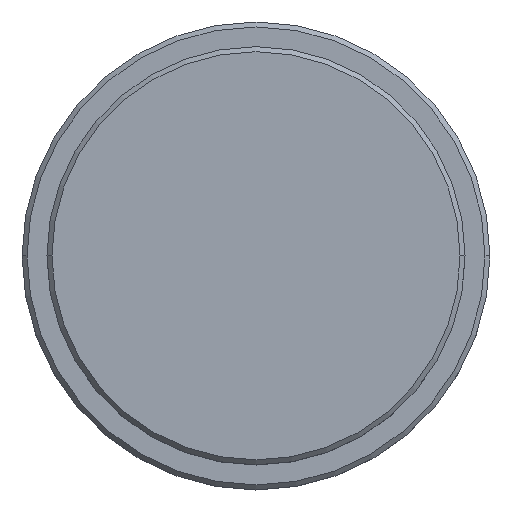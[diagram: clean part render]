
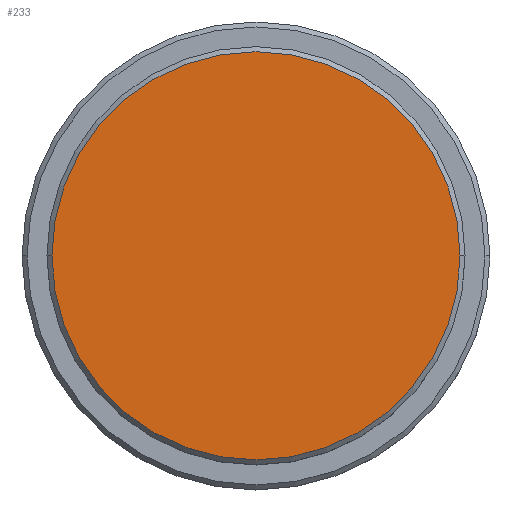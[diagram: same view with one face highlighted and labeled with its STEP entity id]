
A CAD part, top view. The second image highlights one B-rep face of the part: STEP entity #233.
In plain terms, the highlighted planar face has unit normal (0, 0, 1).
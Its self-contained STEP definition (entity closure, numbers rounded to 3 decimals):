
#19 = DIRECTION ( 'NONE',  ( 0., 0., 1. ) ) ;
#23 = DIRECTION ( 'NONE',  ( 0., 0., 1. ) ) ;
#65 = VERTEX_POINT ( 'NONE', #77 ) ;
#77 = CARTESIAN_POINT ( 'NONE',  ( 20.5, 0., 0. ) ) ;
#121 = DIRECTION ( 'NONE',  ( 0., 0., 1. ) ) ;
#135 = ORIENTED_EDGE ( 'NONE', *, *, #357, .T. ) ;
#214 = VERTEX_POINT ( 'NONE', #977 ) ;
#233 = ADVANCED_FACE ( 'NONE', ( #651 ), #1220, .T. ) ;
#238 = DIRECTION ( 'NONE',  ( 1., 0., 0. ) ) ;
#357 = EDGE_CURVE ( 'NONE', #214, #65, #1093, .T. ) ;
#362 = CARTESIAN_POINT ( 'NONE',  ( 0., 0., 0. ) ) ;
#425 = AXIS2_PLACEMENT_3D ( 'NONE', #362, #19, #926 ) ;
#459 = DIRECTION ( 'NONE',  ( 1., 0., 0. ) ) ;
#651 = FACE_OUTER_BOUND ( 'NONE', #809, .T. ) ;
#730 = EDGE_CURVE ( 'NONE', #65, #214, #873, .T. ) ;
#809 = EDGE_LOOP ( 'NONE', ( #135, #836 ) ) ;
#821 = AXIS2_PLACEMENT_3D ( 'NONE', #1018, #23, #459 ) ;
#836 = ORIENTED_EDGE ( 'NONE', *, *, #730, .T. ) ;
#873 = CIRCLE ( 'NONE', #425, 20.5 ) ;
#926 = DIRECTION ( 'NONE',  ( 1., 0., 0. ) ) ;
#977 = CARTESIAN_POINT ( 'NONE',  ( -20.5, 0., 0. ) ) ;
#1018 = CARTESIAN_POINT ( 'NONE',  ( 0., 0., 0. ) ) ;
#1073 = AXIS2_PLACEMENT_3D ( 'NONE', #1102, #121, #238 ) ;
#1093 = CIRCLE ( 'NONE', #821, 20.5 ) ;
#1102 = CARTESIAN_POINT ( 'NONE',  ( 0., 0., 0. ) ) ;
#1220 = PLANE ( 'NONE',  #1073 ) ;
